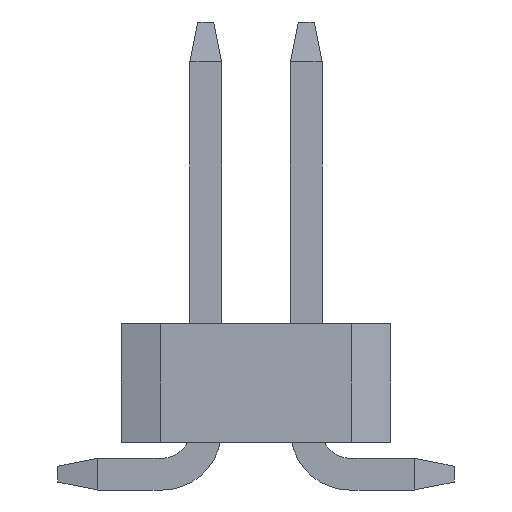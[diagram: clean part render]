
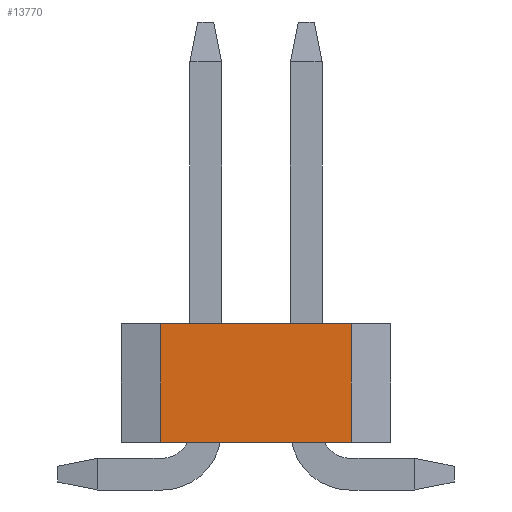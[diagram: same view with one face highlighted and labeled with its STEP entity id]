
A CAD part, front view. The second image highlights one B-rep face of the part: STEP entity #13770.
In plain terms, the highlighted face is planar.
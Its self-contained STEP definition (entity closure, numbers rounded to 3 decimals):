
#784=ORIENTED_EDGE('',*,*,#3488,.F.);
#785=ORIENTED_EDGE('',*,*,#3385,.T.);
#786=ORIENTED_EDGE('',*,*,#3489,.T.);
#787=ORIENTED_EDGE('',*,*,#3454,.F.);
#3385=EDGE_CURVE('',#4723,#4722,#5695,.T.);
#3454=EDGE_CURVE('',#4782,#4783,#5764,.T.);
#3488=EDGE_CURVE('',#4723,#4782,#5798,.T.);
#3489=EDGE_CURVE('',#4722,#4783,#5799,.T.);
#4722=VERTEX_POINT('',#18284);
#4723=VERTEX_POINT('',#18286);
#4782=VERTEX_POINT('',#18434);
#4783=VERTEX_POINT('',#18435);
#5695=LINE('',#18285,#7041);
#5764=LINE('',#18433,#7110);
#5798=LINE('',#18482,#7144);
#5799=LINE('',#18483,#7145);
#7041=VECTOR('',#15447,1000.);
#7110=VECTOR('',#15556,1000.);
#7144=VECTOR('',#15612,1000.);
#7145=VECTOR('',#15613,1000.);
#8128=EDGE_LOOP('',(#784,#785,#786,#787));
#8712=FACE_BOUND('',#8128,.T.);
#9296=PLANE('',#14341);
#13770=ADVANCED_FACE('',(#8712),#9296,.T.);
#14341=AXIS2_PLACEMENT_3D('',#18481,#15610,#15611);
#15447=DIRECTION('',(0.,0.,1.));
#15556=DIRECTION('',(0.,0.,1.));
#15610=DIRECTION('',(-1.,0.,0.));
#15611=DIRECTION('',(0.,0.,1.));
#15612=DIRECTION('',(0.,1.,0.));
#15613=DIRECTION('',(0.,1.,0.));
#18284=CARTESIAN_POINT('',(-6.35,-1.2,0.75));
#18285=CARTESIAN_POINT('',(-6.35,-1.2,-12.627));
#18286=CARTESIAN_POINT('',(-6.35,-1.2,-0.75));
#18433=CARTESIAN_POINT('',(-6.35,1.2,-12.627));
#18434=CARTESIAN_POINT('',(-6.35,1.2,-0.75));
#18435=CARTESIAN_POINT('',(-6.35,1.2,0.75));
#18481=CARTESIAN_POINT('',(-6.35,-1.7,-0.75));
#18482=CARTESIAN_POINT('',(-6.35,-1.7,-0.75));
#18483=CARTESIAN_POINT('',(-6.35,-1.7,0.75));
